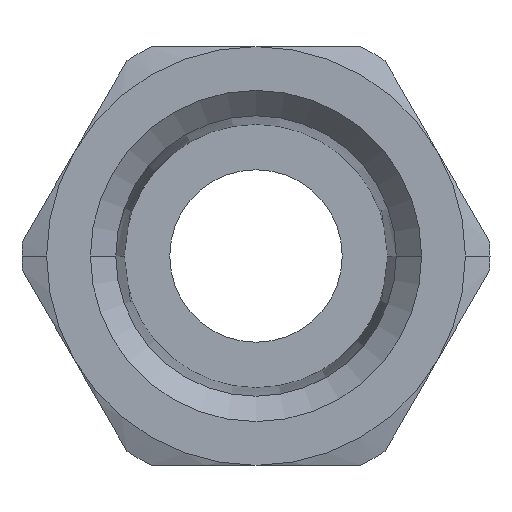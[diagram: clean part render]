
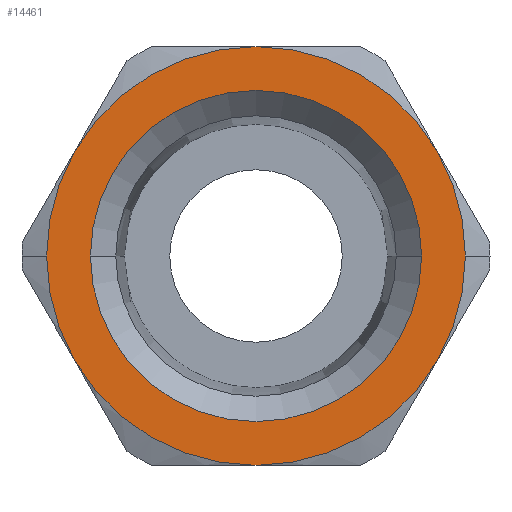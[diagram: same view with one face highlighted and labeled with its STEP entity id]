
A CAD part, front view. The second image highlights one B-rep face of the part: STEP entity #14461.
In plain terms, the highlighted planar face has unit normal (0, -1, 0).
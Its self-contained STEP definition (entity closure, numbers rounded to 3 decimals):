
#272=CARTESIAN_POINT('',(-8.5,-23.5,0.));
#273=VERTEX_POINT('',#272);
#289=CARTESIAN_POINT('',(-7.361,-23.5,-4.25));
#290=VERTEX_POINT('',#289);
#304=CARTESIAN_POINT('',(0.0,-23.5,0.0));
#305=DIRECTION('',(0.0,-1.0,0.0));
#306=DIRECTION('',(-1.0,0.0,0.0));
#307=AXIS2_PLACEMENT_3D('',#304,#305,#306);
#308=CIRCLE('',#307,8.5);
#309=EDGE_CURVE('',#273,#290,#308,.T.);
#361=CARTESIAN_POINT('',(6.722,-23.5,0.));
#362=VERTEX_POINT('',#361);
#376=CARTESIAN_POINT('',(-6.722,-23.5,0.));
#377=VERTEX_POINT('',#376);
#384=CARTESIAN_POINT('',(0.,-23.5,0.));
#385=DIRECTION('',(0.0,-1.0,0.0));
#386=DIRECTION('',(1.0,0.0,0.0));
#387=AXIS2_PLACEMENT_3D('',#384,#385,#386);
#388=CIRCLE('',#387,6.722);
#389=EDGE_CURVE('',#377,#362,#388,.T.);
#399=CARTESIAN_POINT('',(8.5,-23.5,0.));
#400=VERTEX_POINT('',#399);
#409=CARTESIAN_POINT('',(7.361,-23.5,-4.25));
#410=VERTEX_POINT('',#409);
#411=CARTESIAN_POINT('',(0.0,-23.5,0.0));
#412=DIRECTION('',(0.0,-1.0,0.0));
#413=DIRECTION('',(-1.0,0.0,0.0));
#414=AXIS2_PLACEMENT_3D('',#411,#412,#413);
#415=CIRCLE('',#414,8.5);
#416=EDGE_CURVE('',#410,#400,#415,.T.);
#14098=CARTESIAN_POINT('',(0.0,-23.5,-8.5));
#14099=VERTEX_POINT('',#14098);
#14196=CARTESIAN_POINT('',(0.0,-23.5,8.5));
#14197=VERTEX_POINT('',#14196);
#14211=CARTESIAN_POINT('',(7.361,-23.5,4.25));
#14212=VERTEX_POINT('',#14211);
#14213=CARTESIAN_POINT('',(0.0,-23.5,0.0));
#14214=DIRECTION('',(0.0,-1.0,0.0));
#14215=DIRECTION('',(-1.0,0.0,0.0));
#14216=AXIS2_PLACEMENT_3D('',#14213,#14214,#14215);
#14217=CIRCLE('',#14216,8.5);
#14218=EDGE_CURVE('',#14212,#14197,#14217,.T.);
#14294=CARTESIAN_POINT('',(-7.361,-23.5,4.25));
#14295=VERTEX_POINT('',#14294);
#14309=CARTESIAN_POINT('',(0.0,-23.5,0.0));
#14310=DIRECTION('',(0.0,-1.0,0.0));
#14311=DIRECTION('',(-1.0,0.0,0.0));
#14312=AXIS2_PLACEMENT_3D('',#14309,#14310,#14311);
#14313=CIRCLE('',#14312,8.5);
#14314=EDGE_CURVE('',#14197,#14295,#14313,.T.);
#14378=CARTESIAN_POINT('',(0.0,-23.5,0.0));
#14379=DIRECTION('',(0.0,-1.0,0.0));
#14380=DIRECTION('',(-1.0,0.0,0.0));
#14381=AXIS2_PLACEMENT_3D('',#14378,#14379,#14380);
#14382=CIRCLE('',#14381,8.5);
#14383=EDGE_CURVE('',#400,#14212,#14382,.T.);
#14394=CARTESIAN_POINT('',(0.,-23.5,0.));
#14395=DIRECTION('',(0.0,-1.0,0.0));
#14396=DIRECTION('',(1.0,0.0,0.0));
#14397=AXIS2_PLACEMENT_3D('',#14394,#14395,#14396);
#14398=CIRCLE('',#14397,6.722);
#14399=EDGE_CURVE('',#362,#377,#14398,.T.);
#14424=CARTESIAN_POINT('',(0.,-23.5,0.));
#14425=DIRECTION('',(0.0,1.0,0.0));
#14426=DIRECTION('',(0.0,0.0,1.0));
#14427=AXIS2_PLACEMENT_3D('',#14424,#14425,#14426);
#14428=PLANE('',#14427);
#14429=CARTESIAN_POINT('',(0.0,-23.5,0.0));
#14430=DIRECTION('',(0.0,-1.0,0.0));
#14431=DIRECTION('',(-1.0,0.0,0.0));
#14432=AXIS2_PLACEMENT_3D('',#14429,#14430,#14431);
#14433=CIRCLE('',#14432,8.5);
#14434=EDGE_CURVE('',#14295,#273,#14433,.T.);
#14435=ORIENTED_EDGE('',*,*,#14434,.T.);
#14436=ORIENTED_EDGE('',*,*,#309,.T.);
#14437=CARTESIAN_POINT('',(0.0,-23.5,0.0));
#14438=DIRECTION('',(0.0,-1.0,0.0));
#14439=DIRECTION('',(-1.0,0.0,0.0));
#14440=AXIS2_PLACEMENT_3D('',#14437,#14438,#14439);
#14441=CIRCLE('',#14440,8.5);
#14442=EDGE_CURVE('',#290,#14099,#14441,.T.);
#14443=ORIENTED_EDGE('',*,*,#14442,.T.);
#14444=CARTESIAN_POINT('',(0.0,-23.5,0.0));
#14445=DIRECTION('',(0.0,-1.0,0.0));
#14446=DIRECTION('',(-1.0,0.0,0.0));
#14447=AXIS2_PLACEMENT_3D('',#14444,#14445,#14446);
#14448=CIRCLE('',#14447,8.5);
#14449=EDGE_CURVE('',#14099,#410,#14448,.T.);
#14450=ORIENTED_EDGE('',*,*,#14449,.T.);
#14451=ORIENTED_EDGE('',*,*,#416,.T.);
#14452=ORIENTED_EDGE('',*,*,#14383,.T.);
#14453=ORIENTED_EDGE('',*,*,#14218,.T.);
#14454=ORIENTED_EDGE('',*,*,#14314,.T.);
#14455=EDGE_LOOP('',(#14435,#14436,#14443,#14450,#14451,#14452,#14453,#14454));
#14456=FACE_OUTER_BOUND('',#14455,.T.);
#14457=ORIENTED_EDGE('',*,*,#389,.F.);
#14458=ORIENTED_EDGE('',*,*,#14399,.F.);
#14459=EDGE_LOOP('',(#14457,#14458));
#14460=FACE_BOUND('',#14459,.T.);
#14461=ADVANCED_FACE('',(#14456,#14460),#14428,.F.);
